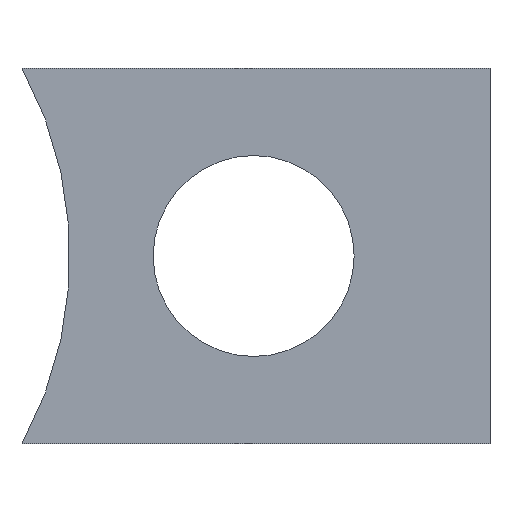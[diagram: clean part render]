
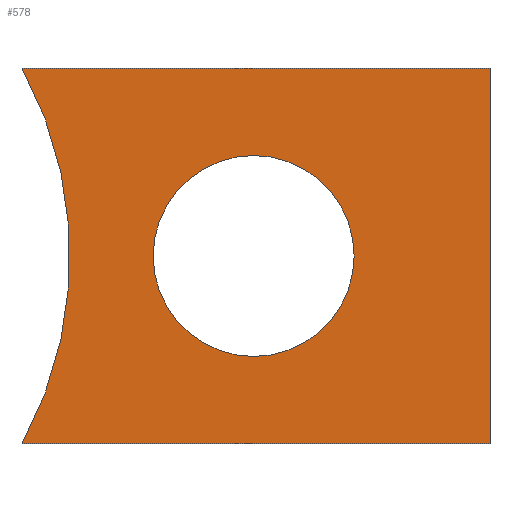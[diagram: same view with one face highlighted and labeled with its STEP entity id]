
A CAD part, front view. The second image highlights one B-rep face of the part: STEP entity #578.
In plain terms, the highlighted planar face has unit normal (0, -1, 0).
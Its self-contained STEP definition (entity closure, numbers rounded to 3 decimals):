
#3 = EDGE_LOOP ( 'NONE', ( #885, #412 ) ) ;
#10 = EDGE_CURVE ( 'NONE', #438, #384, #46, .T. ) ;
#46 = CIRCLE ( 'NONE', #505, 4.25 ) ;
#54 = AXIS2_PLACEMENT_3D ( 'NONE', #795, #743, #460 ) ;
#55 = DIRECTION ( 'NONE',  ( 0., -1., 0. ) ) ;
#59 = LINE ( 'NONE', #845, #605 ) ;
#62 = DIRECTION ( 'NONE',  ( 0., 0., 1. ) ) ;
#63 = FACE_BOUND ( 'NONE', #3, .T. ) ;
#74 = DIRECTION ( 'NONE',  ( 0., -1., 0. ) ) ;
#80 = CIRCLE ( 'NONE', #375, 16.611 ) ;
#84 = FACE_OUTER_BOUND ( 'NONE', #151, .T. ) ;
#86 = ORIENTED_EDGE ( 'NONE', *, *, #772, .F. ) ;
#98 = LINE ( 'NONE', #119, #172 ) ;
#119 = CARTESIAN_POINT ( 'NONE',  ( 12.607, -2.929, 0. ) ) ;
#124 = CARTESIAN_POINT ( 'NONE',  ( 2.607, -2.929, -7.95 ) ) ;
#130 = CARTESIAN_POINT ( 'NONE',  ( 2.607, -2.929, -3.7 ) ) ;
#151 = EDGE_LOOP ( 'NONE', ( #349, #615, #298, #86 ) ) ;
#172 = VECTOR ( 'NONE', #700, 1000. ) ;
#183 = CARTESIAN_POINT ( 'NONE',  ( 2.607, -2.929, -12.2 ) ) ;
#197 = LINE ( 'NONE', #499, #768 ) ;
#246 = CARTESIAN_POINT ( 'NONE',  ( 12.607, -2.929, -15.9 ) ) ;
#270 = DIRECTION ( 'NONE',  ( 0., 0., -1. ) ) ;
#298 = ORIENTED_EDGE ( 'NONE', *, *, #383, .T. ) ;
#300 = PLANE ( 'NONE',  #54 ) ;
#349 = ORIENTED_EDGE ( 'NONE', *, *, #472, .F. ) ;
#375 = AXIS2_PLACEMENT_3D ( 'NONE', #502, #74, #862 ) ;
#383 = EDGE_CURVE ( 'NONE', #860, #849, #59, .T. ) ;
#384 = VERTEX_POINT ( 'NONE', #183 ) ;
#412 = ORIENTED_EDGE ( 'NONE', *, *, #10, .F. ) ;
#413 = EDGE_CURVE ( 'NONE', #483, #860, #197, .T. ) ;
#438 = VERTEX_POINT ( 'NONE', #130 ) ;
#460 = DIRECTION ( 'NONE',  ( 1., 0., 0. ) ) ;
#472 = EDGE_CURVE ( 'NONE', #483, #780, #80, .T. ) ;
#483 = VERTEX_POINT ( 'NONE', #704 ) ;
#484 = EDGE_CURVE ( 'NONE', #384, #438, #883, .T. ) ;
#499 = CARTESIAN_POINT ( 'NONE',  ( 12.607, -2.929, -15.9 ) ) ;
#502 = CARTESIAN_POINT ( 'NONE',  ( -21.777, -2.929, -7.95 ) ) ;
#505 = AXIS2_PLACEMENT_3D ( 'NONE', #124, #55, #765 ) ;
#507 = DIRECTION ( 'NONE',  ( 1., 0., 0. ) ) ;
#561 = CARTESIAN_POINT ( 'NONE',  ( -7.193, -2.929, 0. ) ) ;
#578 = ADVANCED_FACE ( 'NONE', ( #63, #84 ), #300, .T. ) ;
#605 = VECTOR ( 'NONE', #62, 1000. ) ;
#615 = ORIENTED_EDGE ( 'NONE', *, *, #413, .T. ) ;
#646 = CARTESIAN_POINT ( 'NONE',  ( 2.607, -2.929, -7.95 ) ) ;
#700 = DIRECTION ( 'NONE',  ( 1., 0., 0. ) ) ;
#701 = DIRECTION ( 'NONE',  ( 0., -1., 0. ) ) ;
#704 = CARTESIAN_POINT ( 'NONE',  ( -7.193, -2.929, -15.9 ) ) ;
#743 = DIRECTION ( 'NONE',  ( 0., -1., 0. ) ) ;
#765 = DIRECTION ( 'NONE',  ( 0., 0., -1. ) ) ;
#768 = VECTOR ( 'NONE', #507, 1000. ) ;
#772 = EDGE_CURVE ( 'NONE', #780, #849, #98, .T. ) ;
#780 = VERTEX_POINT ( 'NONE', #561 ) ;
#795 = CARTESIAN_POINT ( 'NONE',  ( 12.607, -2.929, -15.9 ) ) ;
#812 = CARTESIAN_POINT ( 'NONE',  ( 12.607, -2.929, 0. ) ) ;
#845 = CARTESIAN_POINT ( 'NONE',  ( 12.607, -2.929, -15.9 ) ) ;
#849 = VERTEX_POINT ( 'NONE', #812 ) ;
#851 = AXIS2_PLACEMENT_3D ( 'NONE', #646, #701, #270 ) ;
#860 = VERTEX_POINT ( 'NONE', #246 ) ;
#862 = DIRECTION ( 'NONE',  ( 0., 0., 1. ) ) ;
#883 = CIRCLE ( 'NONE', #851, 4.25 ) ;
#885 = ORIENTED_EDGE ( 'NONE', *, *, #484, .F. ) ;
